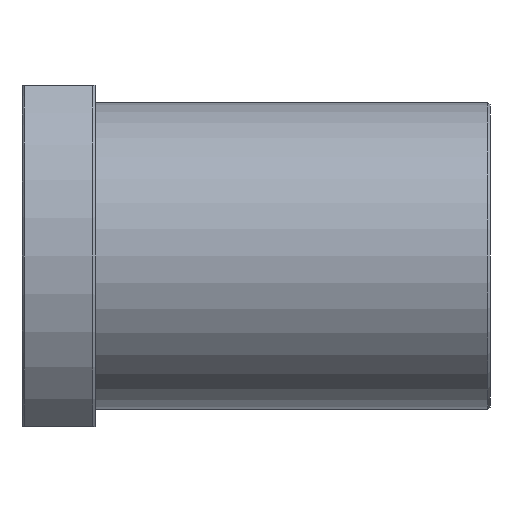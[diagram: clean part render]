
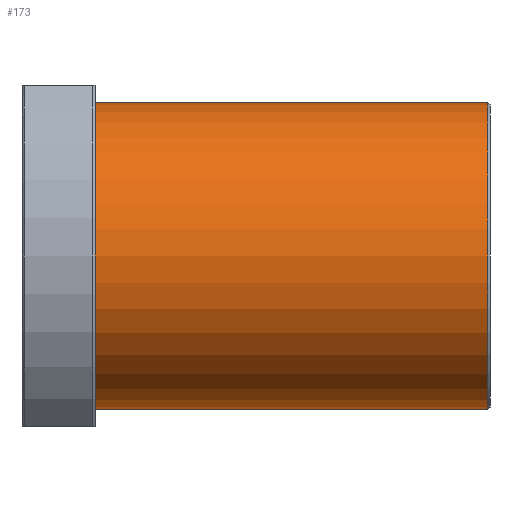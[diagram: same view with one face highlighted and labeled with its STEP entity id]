
A CAD part, front view. The second image highlights one B-rep face of the part: STEP entity #173.
In plain terms, the highlighted cylindrical face has radius 31.5 mm (diameter 63 mm), a partial arc.
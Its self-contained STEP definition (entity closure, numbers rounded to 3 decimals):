
#33 = EDGE_CURVE ( 'NONE', #639, #87, #636, .T. ) ;
#87 = VERTEX_POINT ( 'NONE', #479 ) ;
#157 = CARTESIAN_POINT ( 'NONE',  ( 19.559, 0., -31.5 ) ) ;
#165 = CARTESIAN_POINT ( 'NONE',  ( -149.49, 0., -31.5 ) ) ;
#169 = CARTESIAN_POINT ( 'NONE',  ( -149.49, 0., 31.5 ) ) ;
#173 = ADVANCED_FACE ( 'NONE', ( #744 ), #434, .T. ) ;
#185 = CARTESIAN_POINT ( 'NONE',  ( -60.941, 0., 0. ) ) ;
#208 = DIRECTION ( 'NONE',  ( -1., 0., 0. ) ) ;
#230 = DIRECTION ( 'NONE',  ( -1., 0., 0. ) ) ;
#242 = EDGE_CURVE ( 'NONE', #681, #512, #703, .T. ) ;
#254 = DIRECTION ( 'NONE',  ( 0., 0., 1. ) ) ;
#269 = CARTESIAN_POINT ( 'NONE',  ( -60.941, 0., -31.5 ) ) ;
#305 = DIRECTION ( 'NONE',  ( -1., 0., 0. ) ) ;
#344 = LINE ( 'NONE', #169, #722 ) ;
#357 = AXIS2_PLACEMENT_3D ( 'NONE', #185, #305, #605 ) ;
#371 = EDGE_LOOP ( 'NONE', ( #506, #498, #620, #628 ) ) ;
#399 = DIRECTION ( 'NONE',  ( -1., 0., 0. ) ) ;
#414 = DIRECTION ( 'NONE',  ( 0., 0., 1. ) ) ;
#434 = CYLINDRICAL_SURFACE ( 'NONE', #716, 31.5 ) ;
#440 = CARTESIAN_POINT ( 'NONE',  ( -60.941, 0., 31.5 ) ) ;
#479 = CARTESIAN_POINT ( 'NONE',  ( 19.559, 0., 31.5 ) ) ;
#486 = AXIS2_PLACEMENT_3D ( 'NONE', #665, #230, #414 ) ;
#498 = ORIENTED_EDGE ( 'NONE', *, *, #33, .T. ) ;
#504 = DIRECTION ( 'NONE',  ( -1., 0., 0. ) ) ;
#506 = ORIENTED_EDGE ( 'NONE', *, *, #715, .F. ) ;
#512 = VERTEX_POINT ( 'NONE', #440 ) ;
#539 = CARTESIAN_POINT ( 'NONE',  ( -149.49, 0., 0. ) ) ;
#555 = EDGE_CURVE ( 'NONE', #87, #512, #344, .T. ) ;
#557 = VECTOR ( 'NONE', #208, 1000. ) ;
#605 = DIRECTION ( 'NONE',  ( 0., 0., 1. ) ) ;
#620 = ORIENTED_EDGE ( 'NONE', *, *, #555, .T. ) ;
#628 = ORIENTED_EDGE ( 'NONE', *, *, #242, .F. ) ;
#636 = CIRCLE ( 'NONE', #486, 31.5 ) ;
#639 = VERTEX_POINT ( 'NONE', #157 ) ;
#665 = CARTESIAN_POINT ( 'NONE',  ( 19.559, 0., 0. ) ) ;
#681 = VERTEX_POINT ( 'NONE', #269 ) ;
#703 = CIRCLE ( 'NONE', #357, 31.5 ) ;
#715 = EDGE_CURVE ( 'NONE', #639, #681, #752, .T. ) ;
#716 = AXIS2_PLACEMENT_3D ( 'NONE', #539, #504, #254 ) ;
#722 = VECTOR ( 'NONE', #399, 1000. ) ;
#744 = FACE_OUTER_BOUND ( 'NONE', #371, .T. ) ;
#752 = LINE ( 'NONE', #165, #557 ) ;
